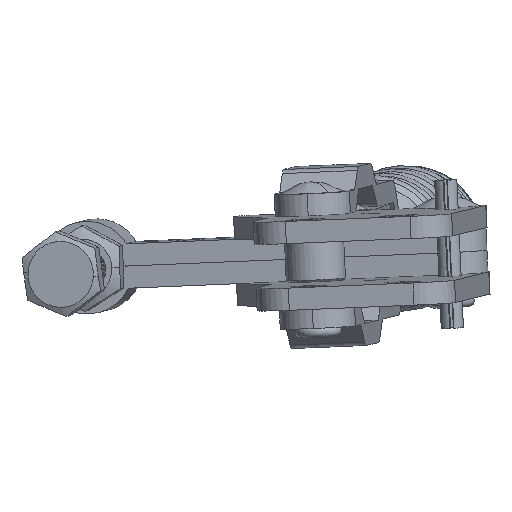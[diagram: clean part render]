
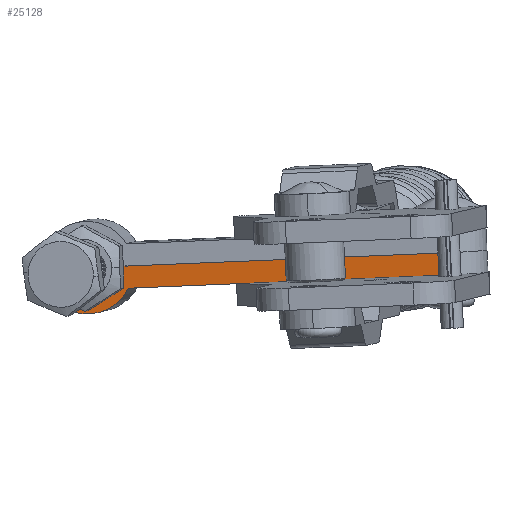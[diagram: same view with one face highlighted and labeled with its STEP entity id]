
A CAD part, front view. The second image highlights one B-rep face of the part: STEP entity #25128.
In plain terms, the highlighted face is planar.
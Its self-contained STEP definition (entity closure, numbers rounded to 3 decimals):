
#18895 = CARTESIAN_POINT ( 'NONE',  ( 975.698, 264.508, 0. ) ) ;
#21051 = CARTESIAN_POINT ( 'NONE',  ( 1031.52, 263.483, 0. ) ) ;
#21067 = DIRECTION ( 'NONE',  ( -1., 0., 0. ) ) ;
#21068 = VECTOR ( 'NONE', #21067, 1000. ) ;
#21069 = CARTESIAN_POINT ( 'NONE',  ( 1001.114, 263.483, 0. ) ) ;
#21070 = LINE ( 'NONE', #21069, #21068 ) ;
#21080 = CARTESIAN_POINT ( 'NONE',  ( 984.715, 265.043, 0. ) ) ;
#21081 = AXIS2_PLACEMENT_3D ( 'NONE', #21178, #21177, #21175 ) ;
#21083 = LINE ( 'NONE', #21137, #21136 ) ;
#21088 = CARTESIAN_POINT ( 'NONE',  ( 987.347, 266.483, 0. ) ) ;
#21094 = CARTESIAN_POINT ( 'NONE',  ( 987.347, 263.483, 0. ) ) ;
#21096 = CARTESIAN_POINT ( 'NONE',  ( 1031.52, 266.483, 0. ) ) ;
#21116 = AXIS2_PLACEMENT_3D ( 'NONE', #21130, #21123, #21118 ) ;
#21117 = CIRCLE ( 'NONE', #21081, 3.25 ) ;
#21118 = DIRECTION ( 'NONE',  ( 1., 0., 0. ) ) ;
#21119 = DIRECTION ( 'NONE',  ( 0., -1., 0. ) ) ;
#21120 = VECTOR ( 'NONE', #21119, 1000. ) ;
#21121 = CIRCLE ( 'NONE', #21116, 6.25 ) ;
#21123 = DIRECTION ( 'NONE',  ( 0., 0., -1. ) ) ;
#21124 = LINE ( 'NONE', #21125, #21120 ) ;
#21125 = CARTESIAN_POINT ( 'NONE',  ( 1031.52, 279.583, 0. ) ) ;
#21130 = CARTESIAN_POINT ( 'NONE',  ( 981.864, 263.483, 0. ) ) ;
#21135 = DIRECTION ( 'NONE',  ( 1., 0., 0. ) ) ;
#21136 = VECTOR ( 'NONE', #21135, 1000. ) ;
#21137 = CARTESIAN_POINT ( 'NONE',  ( 1035.614, 266.483, 0. ) ) ;
#21146 = DIRECTION ( 'NONE',  ( 1., 0., 0. ) ) ;
#21147 = DIRECTION ( 'NONE',  ( 0., 0., -1. ) ) ;
#21153 = AXIS2_PLACEMENT_3D ( 'NONE', #21174, #21147, #21146 ) ;
#21165 = CIRCLE ( 'NONE', #21153, 3. ) ;
#21174 = CARTESIAN_POINT ( 'NONE',  ( 987.347, 266.483, 0. ) ) ;
#21175 = DIRECTION ( 'NONE',  ( 1., 0., 0. ) ) ;
#21177 = DIRECTION ( 'NONE',  ( 0., 0., 1. ) ) ;
#21178 = CARTESIAN_POINT ( 'NONE',  ( 981.864, 263.483, 0. ) ) ;
#21182 = FACE_OUTER_BOUND ( 'NONE', #25021, .T. ) ;
#21199 = CARTESIAN_POINT ( 'NONE',  ( 978.614, 263.483, 0. ) ) ;
#21217 = DIRECTION ( 'NONE',  ( -0.943, 0.332, 0. ) ) ;
#21218 = DIRECTION ( 'NONE',  ( 1., 0., 0. ) ) ;
#21219 = DIRECTION ( 'NONE',  ( 0., 0., 1. ) ) ;
#21220 = CARTESIAN_POINT ( 'NONE',  ( 987.347, 266.483, 0. ) ) ;
#21224 = VECTOR ( 'NONE', #21217, 1000. ) ;
#21234 = AXIS2_PLACEMENT_3D ( 'NONE', #21220, #21219, #21218 ) ;
#21237 = CARTESIAN_POINT ( 'NONE',  ( 978.614, 263.483, 0. ) ) ;
#21238 = LINE ( 'NONE', #21237, #21224 ) ;
#21244 = PLANE ( 'NONE',  #21234 ) ;
#24205 = VERTEX_POINT ( 'NONE', #18895 ) ;
#24940 = EDGE_CURVE ( 'NONE', #24978, #24979, #21070, .T. ) ;
#24978 = VERTEX_POINT ( 'NONE', #21051 ) ;
#24979 = VERTEX_POINT ( 'NONE', #21094 ) ;
#24986 = VERTEX_POINT ( 'NONE', #21096 ) ;
#24990 = VERTEX_POINT ( 'NONE', #21088 ) ;
#24992 = VERTEX_POINT ( 'NONE', #21080 ) ;
#24997 = EDGE_CURVE ( 'NONE', #24990, #24986, #21083, .T. ) ;
#25012 = EDGE_CURVE ( 'NONE', #24986, #24978, #21124, .T. ) ;
#25021 = EDGE_LOOP ( 'NONE', ( #25130, #25133, #25151, #25125, #25143, #25127, #25103 ) ) ;
#25028 = EDGE_CURVE ( 'NONE', #24205, #24990, #21121, .T. ) ;
#25029 = EDGE_CURVE ( 'NONE', #24992, #25065, #21117, .T. ) ;
#25041 = EDGE_CURVE ( 'NONE', #24979, #24992, #21165, .T. ) ;
#25065 = VERTEX_POINT ( 'NONE', #21199 ) ;
#25103 = ORIENTED_EDGE ( 'NONE', *, *, #24997, .T. ) ;
#25125 = ORIENTED_EDGE ( 'NONE', *, *, #25029, .T. ) ;
#25127 = ORIENTED_EDGE ( 'NONE', *, *, #25028, .T. ) ;
#25128 = ADVANCED_FACE ( 'NONE', ( #21182 ), #21244, .F. ) ;
#25130 = ORIENTED_EDGE ( 'NONE', *, *, #25012, .T. ) ;
#25133 = ORIENTED_EDGE ( 'NONE', *, *, #24940, .T. ) ;
#25143 = ORIENTED_EDGE ( 'NONE', *, *, #25144, .T. ) ;
#25144 = EDGE_CURVE ( 'NONE', #25065, #24205, #21238, .T. ) ;
#25151 = ORIENTED_EDGE ( 'NONE', *, *, #25041, .T. ) ;
